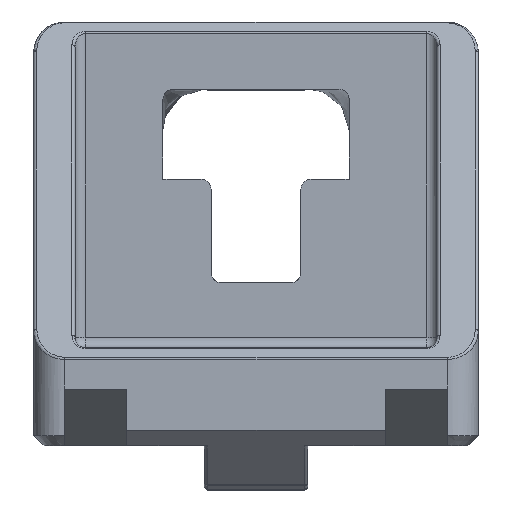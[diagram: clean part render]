
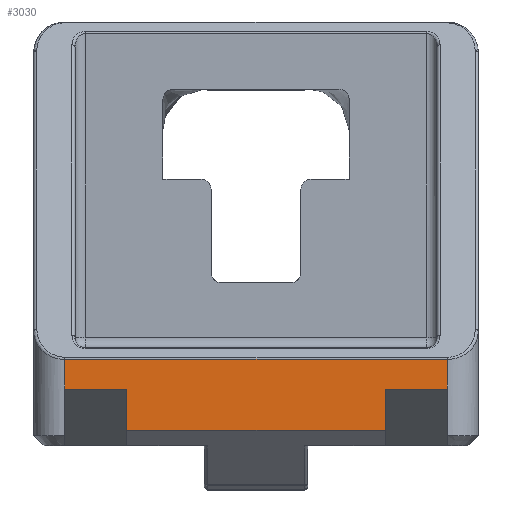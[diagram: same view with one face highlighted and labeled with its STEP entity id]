
A CAD part, left-side view. The second image highlights one B-rep face of the part: STEP entity #3030.
In plain terms, the highlighted planar face has unit normal (-1, 0, 0).
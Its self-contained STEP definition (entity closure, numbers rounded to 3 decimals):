
#347 = PLANE('',#348);
#348 = AXIS2_PLACEMENT_3D('',#349,#350,#351);
#349 = CARTESIAN_POINT('',(82.,-335.,-900.5));
#350 = DIRECTION('',(0.,1.,0.));
#351 = DIRECTION('',(0.,0.,1.));
#375 = PLANE('',#376);
#376 = AXIS2_PLACEMENT_3D('',#377,#378,#379);
#377 = CARTESIAN_POINT('',(88.555,-335.,-906.));
#378 = DIRECTION('',(-0.643,0.,-0.766));
#379 = DIRECTION('',(0.766,-0.,-0.643));
#1363 = PLANE('',#1364);
#1364 = AXIS2_PLACEMENT_3D('',#1365,#1366,#1367);
#1365 = CARTESIAN_POINT('',(88.555,-310.,-906.));
#1366 = DIRECTION('',(0.643,0.,0.766));
#1367 = DIRECTION('',(-0.766,0.,0.643));
#1391 = PLANE('',#1392);
#1392 = AXIS2_PLACEMENT_3D('',#1393,#1394,#1395);
#1393 = CARTESIAN_POINT('',(82.,-310.,-900.5));
#1394 = DIRECTION('',(0.,-1.,0.));
#1395 = DIRECTION('',(0.,0.,1.));
#1419 = PLANE('',#1420);
#1420 = AXIS2_PLACEMENT_3D('',#1421,#1422,#1423);
#1421 = CARTESIAN_POINT('',(83.5,-327.5,-906.));
#1422 = DIRECTION('',(0.707,0.,0.707));
#1423 = DIRECTION('',(-0.707,0.,0.707));
#2958 = EDGE_CURVE('',#2959,#2961,#2963,.T.);
#2959 = VERTEX_POINT('',#2960);
#2960 = CARTESIAN_POINT('',(82.,-335.,-900.5));
#2961 = VERTEX_POINT('',#2962);
#2962 = CARTESIAN_POINT('',(82.,-335.,-904.5));
#2963 = SURFACE_CURVE('',#2964,(#2968,#2975),.PCURVE_S1.);
#2964 = LINE('',#2965,#2966);
#2965 = CARTESIAN_POINT('',(82.,-335.,-900.5));
#2966 = VECTOR('',#2967,1.);
#2967 = DIRECTION('',(0.,0.,-1.));
#2968 = PCURVE('',#347,#2969);
#2969 = DEFINITIONAL_REPRESENTATION('',(#2970),#2974);
#2970 = LINE('',#2971,#2972);
#2971 = CARTESIAN_POINT('',(0.,0.));
#2972 = VECTOR('',#2973,1.);
#2973 = DIRECTION('',(-1.,0.));
#2974 = ( GEOMETRIC_REPRESENTATION_CONTEXT(2) 
PARAMETRIC_REPRESENTATION_CONTEXT() REPRESENTATION_CONTEXT('2D SPACE',''
  ) );
#2975 = PCURVE('',#2976,#2981);
#2976 = PLANE('',#2977);
#2977 = AXIS2_PLACEMENT_3D('',#2978,#2979,#2980);
#2978 = CARTESIAN_POINT('',(82.,-344.,-906.));
#2979 = DIRECTION('',(1.,0.,0.));
#2980 = DIRECTION('',(0.,1.,0.));
#2981 = DEFINITIONAL_REPRESENTATION('',(#2982),#2986);
#2982 = LINE('',#2983,#2984);
#2983 = CARTESIAN_POINT('',(9.,5.5));
#2984 = VECTOR('',#2985,1.);
#2985 = DIRECTION('',(0.,-1.));
#2986 = ( GEOMETRIC_REPRESENTATION_CONTEXT(2) 
PARAMETRIC_REPRESENTATION_CONTEXT() REPRESENTATION_CONTEXT('2D SPACE',''
  ) );
#3030 = ADVANCED_FACE('',(#3031),#2976,.F.);
#3031 = FACE_BOUND('',#3032,.F.);
#3032 = EDGE_LOOP('',(#3033,#3063,#3084,#3085,#3108,#3131,#3154,#3182));
#3033 = ORIENTED_EDGE('',*,*,#3034,.T.);
#3034 = EDGE_CURVE('',#3035,#3037,#3039,.T.);
#3035 = VERTEX_POINT('',#3036);
#3036 = CARTESIAN_POINT('',(82.,-341.,-897.624));
#3037 = VERTEX_POINT('',#3038);
#3038 = CARTESIAN_POINT('',(82.,-341.,-900.5));
#3039 = SURFACE_CURVE('',#3040,(#3044,#3051),.PCURVE_S1.);
#3040 = LINE('',#3041,#3042);
#3041 = CARTESIAN_POINT('',(82.,-341.,-897.624));
#3042 = VECTOR('',#3043,1.);
#3043 = DIRECTION('',(0.,0.,-1.));
#3044 = PCURVE('',#2976,#3045);
#3045 = DEFINITIONAL_REPRESENTATION('',(#3046),#3050);
#3046 = LINE('',#3047,#3048);
#3047 = CARTESIAN_POINT('',(3.,8.376));
#3048 = VECTOR('',#3049,1.);
#3049 = DIRECTION('',(0.,-1.));
#3050 = ( GEOMETRIC_REPRESENTATION_CONTEXT(2) 
PARAMETRIC_REPRESENTATION_CONTEXT() REPRESENTATION_CONTEXT('2D SPACE',''
  ) );
#3051 = PCURVE('',#3052,#3057);
#3052 = CYLINDRICAL_SURFACE('',#3053,3.);
#3053 = AXIS2_PLACEMENT_3D('',#3054,#3055,#3056);
#3054 = CARTESIAN_POINT('',(85.,-341.,-906.));
#3055 = DIRECTION('',(0.,0.,-1.));
#3056 = DIRECTION('',(0.,-1.,0.));
#3057 = DEFINITIONAL_REPRESENTATION('',(#3058),#3062);
#3058 = LINE('',#3059,#3060);
#3059 = CARTESIAN_POINT('',(1.571,-8.376));
#3060 = VECTOR('',#3061,1.);
#3061 = DIRECTION('',(0.,1.));
#3062 = ( GEOMETRIC_REPRESENTATION_CONTEXT(2) 
PARAMETRIC_REPRESENTATION_CONTEXT() REPRESENTATION_CONTEXT('2D SPACE',''
  ) );
#3063 = ORIENTED_EDGE('',*,*,#3064,.T.);
#3064 = EDGE_CURVE('',#3037,#2959,#3065,.T.);
#3065 = SURFACE_CURVE('',#3066,(#3070,#3077),.PCURVE_S1.);
#3066 = LINE('',#3067,#3068);
#3067 = CARTESIAN_POINT('',(82.,-341.,-900.5));
#3068 = VECTOR('',#3069,1.);
#3069 = DIRECTION('',(0.,1.,0.));
#3070 = PCURVE('',#2976,#3071);
#3071 = DEFINITIONAL_REPRESENTATION('',(#3072),#3076);
#3072 = LINE('',#3073,#3074);
#3073 = CARTESIAN_POINT('',(3.,5.5));
#3074 = VECTOR('',#3075,1.);
#3075 = DIRECTION('',(1.,0.));
#3076 = ( GEOMETRIC_REPRESENTATION_CONTEXT(2) 
PARAMETRIC_REPRESENTATION_CONTEXT() REPRESENTATION_CONTEXT('2D SPACE',''
  ) );
#3077 = PCURVE('',#375,#3078);
#3078 = DEFINITIONAL_REPRESENTATION('',(#3079),#3083);
#3079 = LINE('',#3080,#3081);
#3080 = CARTESIAN_POINT('',(-8.556,6.));
#3081 = VECTOR('',#3082,1.);
#3082 = DIRECTION('',(-0.,-1.));
#3083 = ( GEOMETRIC_REPRESENTATION_CONTEXT(2) 
PARAMETRIC_REPRESENTATION_CONTEXT() REPRESENTATION_CONTEXT('2D SPACE',''
  ) );
#3084 = ORIENTED_EDGE('',*,*,#2958,.T.);
#3085 = ORIENTED_EDGE('',*,*,#3086,.T.);
#3086 = EDGE_CURVE('',#2961,#3087,#3089,.T.);
#3087 = VERTEX_POINT('',#3088);
#3088 = CARTESIAN_POINT('',(82.,-310.,-904.5));
#3089 = SURFACE_CURVE('',#3090,(#3094,#3101),.PCURVE_S1.);
#3090 = LINE('',#3091,#3092);
#3091 = CARTESIAN_POINT('',(82.,-335.,-904.5));
#3092 = VECTOR('',#3093,1.);
#3093 = DIRECTION('',(0.,1.,0.));
#3094 = PCURVE('',#2976,#3095);
#3095 = DEFINITIONAL_REPRESENTATION('',(#3096),#3100);
#3096 = LINE('',#3097,#3098);
#3097 = CARTESIAN_POINT('',(9.,1.5));
#3098 = VECTOR('',#3099,1.);
#3099 = DIRECTION('',(1.,0.));
#3100 = ( GEOMETRIC_REPRESENTATION_CONTEXT(2) 
PARAMETRIC_REPRESENTATION_CONTEXT() REPRESENTATION_CONTEXT('2D SPACE',''
  ) );
#3101 = PCURVE('',#1419,#3102);
#3102 = DEFINITIONAL_REPRESENTATION('',(#3103),#3107);
#3103 = LINE('',#3104,#3105);
#3104 = CARTESIAN_POINT('',(2.121,7.5));
#3105 = VECTOR('',#3106,1.);
#3106 = DIRECTION('',(0.,-1.));
#3107 = ( GEOMETRIC_REPRESENTATION_CONTEXT(2) 
PARAMETRIC_REPRESENTATION_CONTEXT() REPRESENTATION_CONTEXT('2D SPACE',''
  ) );
#3108 = ORIENTED_EDGE('',*,*,#3109,.F.);
#3109 = EDGE_CURVE('',#3110,#3087,#3112,.T.);
#3110 = VERTEX_POINT('',#3111);
#3111 = CARTESIAN_POINT('',(82.,-310.,-900.5));
#3112 = SURFACE_CURVE('',#3113,(#3117,#3124),.PCURVE_S1.);
#3113 = LINE('',#3114,#3115);
#3114 = CARTESIAN_POINT('',(82.,-310.,-900.5));
#3115 = VECTOR('',#3116,1.);
#3116 = DIRECTION('',(0.,0.,-1.));
#3117 = PCURVE('',#2976,#3118);
#3118 = DEFINITIONAL_REPRESENTATION('',(#3119),#3123);
#3119 = LINE('',#3120,#3121);
#3120 = CARTESIAN_POINT('',(34.,5.5));
#3121 = VECTOR('',#3122,1.);
#3122 = DIRECTION('',(0.,-1.));
#3123 = ( GEOMETRIC_REPRESENTATION_CONTEXT(2) 
PARAMETRIC_REPRESENTATION_CONTEXT() REPRESENTATION_CONTEXT('2D SPACE',''
  ) );
#3124 = PCURVE('',#1391,#3125);
#3125 = DEFINITIONAL_REPRESENTATION('',(#3126),#3130);
#3126 = LINE('',#3127,#3128);
#3127 = CARTESIAN_POINT('',(0.,0.));
#3128 = VECTOR('',#3129,1.);
#3129 = DIRECTION('',(-1.,0.));
#3130 = ( GEOMETRIC_REPRESENTATION_CONTEXT(2) 
PARAMETRIC_REPRESENTATION_CONTEXT() REPRESENTATION_CONTEXT('2D SPACE',''
  ) );
#3131 = ORIENTED_EDGE('',*,*,#3132,.F.);
#3132 = EDGE_CURVE('',#3133,#3110,#3135,.T.);
#3133 = VERTEX_POINT('',#3134);
#3134 = CARTESIAN_POINT('',(82.,-304.,-900.5));
#3135 = SURFACE_CURVE('',#3136,(#3140,#3147),.PCURVE_S1.);
#3136 = LINE('',#3137,#3138);
#3137 = CARTESIAN_POINT('',(82.,-304.,-900.5));
#3138 = VECTOR('',#3139,1.);
#3139 = DIRECTION('',(0.,-1.,0.));
#3140 = PCURVE('',#2976,#3141);
#3141 = DEFINITIONAL_REPRESENTATION('',(#3142),#3146);
#3142 = LINE('',#3143,#3144);
#3143 = CARTESIAN_POINT('',(40.,5.5));
#3144 = VECTOR('',#3145,1.);
#3145 = DIRECTION('',(-1.,0.));
#3146 = ( GEOMETRIC_REPRESENTATION_CONTEXT(2) 
PARAMETRIC_REPRESENTATION_CONTEXT() REPRESENTATION_CONTEXT('2D SPACE',''
  ) );
#3147 = PCURVE('',#1363,#3148);
#3148 = DEFINITIONAL_REPRESENTATION('',(#3149),#3153);
#3149 = LINE('',#3150,#3151);
#3150 = CARTESIAN_POINT('',(8.556,-6.));
#3151 = VECTOR('',#3152,1.);
#3152 = DIRECTION('',(0.,1.));
#3153 = ( GEOMETRIC_REPRESENTATION_CONTEXT(2) 
PARAMETRIC_REPRESENTATION_CONTEXT() REPRESENTATION_CONTEXT('2D SPACE',''
  ) );
#3154 = ORIENTED_EDGE('',*,*,#3155,.T.);
#3155 = EDGE_CURVE('',#3133,#3156,#3158,.T.);
#3156 = VERTEX_POINT('',#3157);
#3157 = CARTESIAN_POINT('',(82.,-304.,-897.624));
#3158 = SURFACE_CURVE('',#3159,(#3163,#3170),.PCURVE_S1.);
#3159 = LINE('',#3160,#3161);
#3160 = CARTESIAN_POINT('',(82.,-304.,-900.5));
#3161 = VECTOR('',#3162,1.);
#3162 = DIRECTION('',(0.,0.,1.));
#3163 = PCURVE('',#2976,#3164);
#3164 = DEFINITIONAL_REPRESENTATION('',(#3165),#3169);
#3165 = LINE('',#3166,#3167);
#3166 = CARTESIAN_POINT('',(40.,5.5));
#3167 = VECTOR('',#3168,1.);
#3168 = DIRECTION('',(0.,1.));
#3169 = ( GEOMETRIC_REPRESENTATION_CONTEXT(2) 
PARAMETRIC_REPRESENTATION_CONTEXT() REPRESENTATION_CONTEXT('2D SPACE',''
  ) );
#3170 = PCURVE('',#3171,#3176);
#3171 = CYLINDRICAL_SURFACE('',#3172,3.);
#3172 = AXIS2_PLACEMENT_3D('',#3173,#3174,#3175);
#3173 = CARTESIAN_POINT('',(85.,-304.,-906.));
#3174 = DIRECTION('',(0.,0.,1.));
#3175 = DIRECTION('',(0.,1.,0.));
#3176 = DEFINITIONAL_REPRESENTATION('',(#3177),#3181);
#3177 = LINE('',#3178,#3179);
#3178 = CARTESIAN_POINT('',(1.571,5.5));
#3179 = VECTOR('',#3180,1.);
#3180 = DIRECTION('',(0.,1.));
#3181 = ( GEOMETRIC_REPRESENTATION_CONTEXT(2) 
PARAMETRIC_REPRESENTATION_CONTEXT() REPRESENTATION_CONTEXT('2D SPACE',''
  ) );
#3182 = ORIENTED_EDGE('',*,*,#3183,.T.);
#3183 = EDGE_CURVE('',#3156,#3035,#3184,.T.);
#3184 = SURFACE_CURVE('',#3185,(#3189,#3196),.PCURVE_S1.);
#3185 = LINE('',#3186,#3187);
#3186 = CARTESIAN_POINT('',(82.,-304.,-897.624));
#3187 = VECTOR('',#3188,1.);
#3188 = DIRECTION('',(0.,-1.,0.));
#3189 = PCURVE('',#2976,#3190);
#3190 = DEFINITIONAL_REPRESENTATION('',(#3191),#3195);
#3191 = LINE('',#3192,#3193);
#3192 = CARTESIAN_POINT('',(40.,8.376));
#3193 = VECTOR('',#3194,1.);
#3194 = DIRECTION('',(-1.,0.));
#3195 = ( GEOMETRIC_REPRESENTATION_CONTEXT(2) 
PARAMETRIC_REPRESENTATION_CONTEXT() REPRESENTATION_CONTEXT('2D SPACE',''
  ) );
#3196 = PCURVE('',#3197,#3202);
#3197 = CYLINDRICAL_SURFACE('',#3198,0.3);
#3198 = AXIS2_PLACEMENT_3D('',#3199,#3200,#3201);
#3199 = CARTESIAN_POINT('',(82.3,-344.,-897.624));
#3200 = DIRECTION('',(0.,1.,0.));
#3201 = DIRECTION('',(0.,0.,-1.));
#3202 = DEFINITIONAL_REPRESENTATION('',(#3203),#3207);
#3203 = LINE('',#3204,#3205);
#3204 = CARTESIAN_POINT('',(1.571,40.));
#3205 = VECTOR('',#3206,1.);
#3206 = DIRECTION('',(0.,-1.));
#3207 = ( GEOMETRIC_REPRESENTATION_CONTEXT(2) 
PARAMETRIC_REPRESENTATION_CONTEXT() REPRESENTATION_CONTEXT('2D SPACE',''
  ) );
